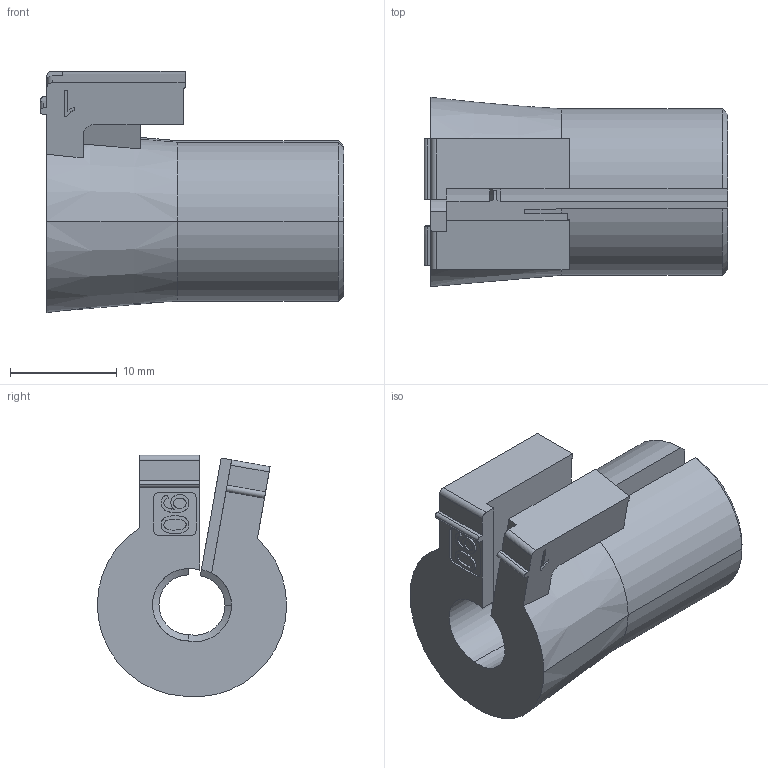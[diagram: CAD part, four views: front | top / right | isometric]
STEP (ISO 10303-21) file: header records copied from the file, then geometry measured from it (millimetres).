
FILE_DESCRIPTION (( 'STEP AP203' ), '1' );
FILE_NAME ('568343.step', '2019-11-21T17:21:02', ( '' ), ( '' ), 'SwSTEP 2.0', 'SolidWorks 2019', '' );
FILE_SCHEMA (( 'CONFIG_CONTROL_DESIGN' ));
Length unit declared in the file: inch
Products named in the file (1): 568343
Bounding box: 28.4 x 17.73 x 22.61 mm (x, y, z)
Volume: 4790.2 mm3; surface area: 3044.9 mm2
Topology: 1 solids, 1 shells, 112 faces, 303 edges, 199 vertices
Faces by surface type: plane 49, bspline 27, cylinder 24, cone 12
Entity records: 3781 total; most frequent: CARTESIAN_POINT 1051, ORIENTED_EDGE 606, DIRECTION 460, EDGE_CURVE 303, VERTEX_POINT 199, VECTOR 176, LINE 176, AXIS2_PLACEMENT_3D 142
